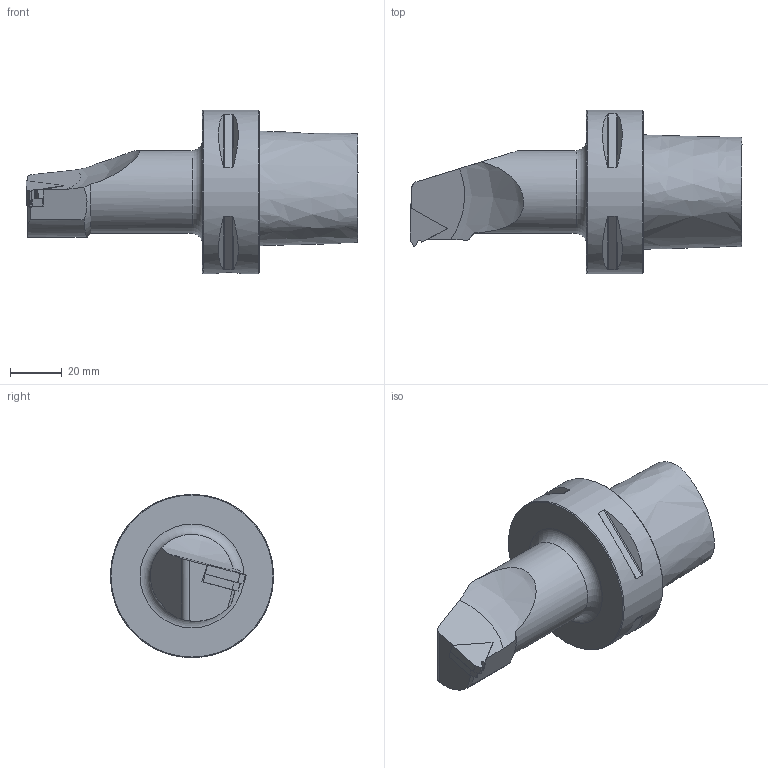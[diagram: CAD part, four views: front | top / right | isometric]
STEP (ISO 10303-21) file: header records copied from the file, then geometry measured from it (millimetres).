
FILE_DESCRIPTION(/* description */ (''),/* implementation_level */ '2;1');
FILE_NAME(/* name */ 'AC6 TIR 22090 16 H.stp',/* time_stamp */ '2024-12-09T09:25:50+03:00',/* author */ (''),/* organization */ (''),/* preprocessor_version */ 'ST-DEVELOPER v19.4',/* originating_system */ 'SIEMENS PLM Software NX2306.9102',/* authorisation */ '');
FILE_SCHEMA (('AUTOMOTIVE_DESIGN { 1 0 10303 214 3 1 1 1 }'));
Length unit declared in the file: millimetre
Products named in the file (1): AC6 TIR 22090 16 H-Light Step-Dxf_objects
Bounding box: 128 x 63 x 63 mm (x, y, z)
Volume: 165545.8 mm3; surface area: 22270.9 mm2
Topology: 2 solids, 2 shells, 74 faces, 184 edges, 120 vertices
Faces by surface type: plane 43, cylinder 21, cone 5, bspline 3, torus 2
Full cylindrical faces by diameter (mm): 4 x1, 10 x1, 32 x1, 63 x1
Entity records: 3942 total; most frequent: CARTESIAN_POINT 2159, ORIENTED_EDGE 332, DIRECTION 318, EDGE_CURVE 166, VERTEX_POINT 115, AXIS2_PLACEMENT_3D 111, LINE 96, VECTOR 96
